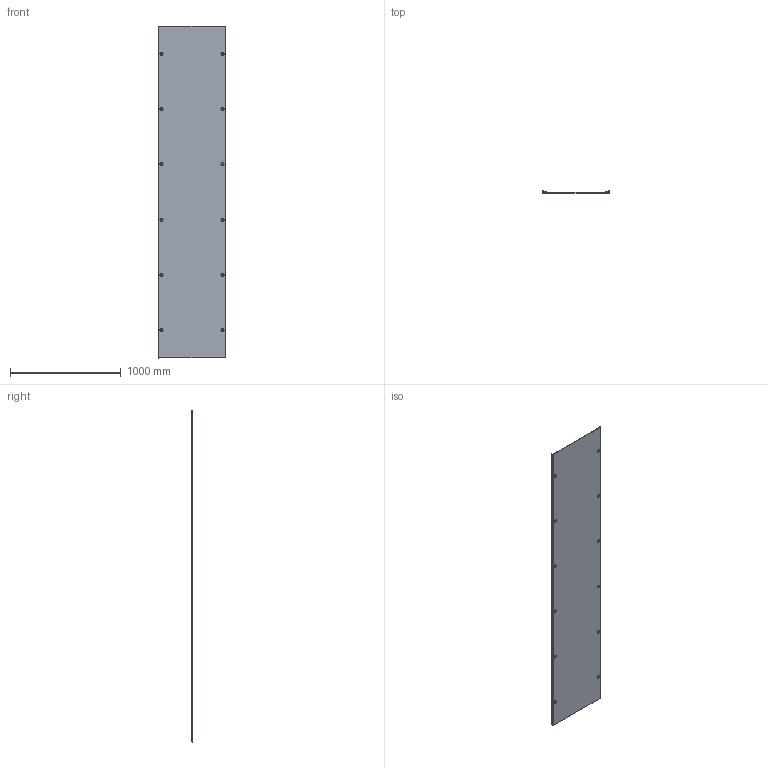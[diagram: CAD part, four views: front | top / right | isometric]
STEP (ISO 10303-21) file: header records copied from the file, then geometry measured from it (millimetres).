
FILE_DESCRIPTION(/* description */ (''),/* implementation_level */ '2;1');
FILE_NAME(/* name */ '6049191',/* time_stamp */ '2015-12-10T08:25:22+01:00',/* author */ (''),/* organization */ (''),/* preprocessor_version */ 'ST-DEVELOPER v15',/* originating_system */ '',/* authorisation */ '');
FILE_SCHEMA (('CONFIG_CONTROL_DESIGN'));
Length unit declared in the file: millimetre
Products named in the file (2): Document; Block 01
Assembly tree (1 placements, depth 2):
  Document
    Block 01
Bounding box: 606 x 17.51 x 3000 mm (x, y, z)
Volume: 8236367.7 mm3; surface area: 7400538.3 mm2
Topology: 2 solids, 26 shells, 1408 faces, 3740 edges, 2300 vertices
Faces by surface type: bspline 808, plane 600
Entity records: 57685 total; most frequent: CARTESIAN_POINT 36517, ORIENTED_EDGE 7240, EDGE_CURVE 3740, VERTEX_POINT 2300, EDGE_LOOP 1516, ADVANCED_FACE 1408, FACE_OUTER_BOUND 1408, B_SPLINE_CURVE_WITH_KNOTS 1397
